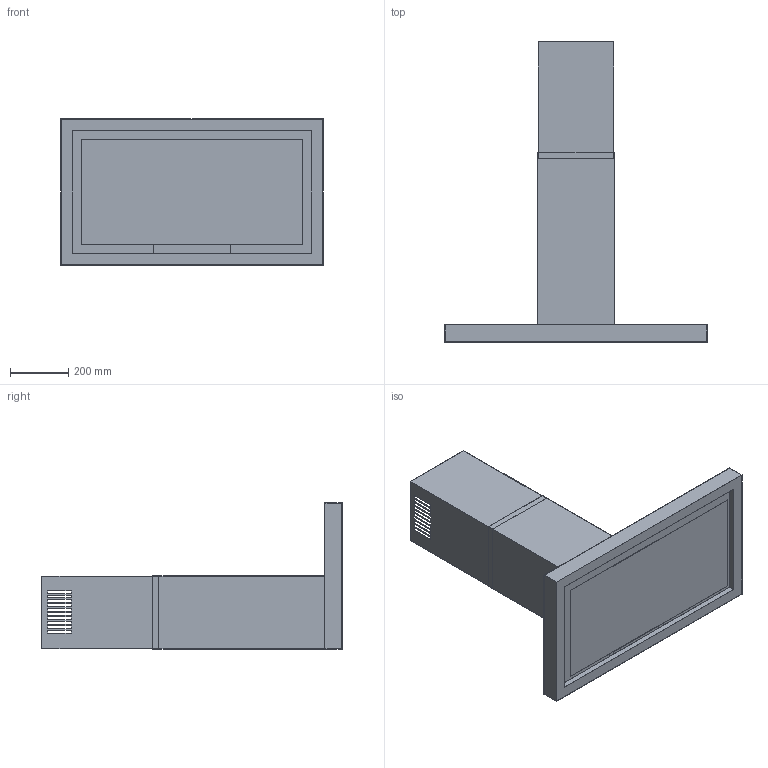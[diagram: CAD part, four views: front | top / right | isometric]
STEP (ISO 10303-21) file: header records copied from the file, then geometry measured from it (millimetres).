
FILE_DESCRIPTION((''),'2;1');
FILE_NAME('DS3326B-9S','2021-02-12T',('seona'),(''),'CREO PARAMETRIC BY PTC INC, 2016260','CREO PARAMETRIC BY PTC INC, 2016260','');
FILE_SCHEMA(('CONFIG_CONTROL_DESIGN'));
Length unit declared in the file: millimetre
Products named in the file (1): DS3326B-9S
Bounding box: 898 x 1027 x 500 mm (x, y, z)
Volume: 1767872 mm3; surface area: 3547639.6 mm2
Topology: 3 solids, 3 shells, 128 faces, 360 edges, 240 vertices
Faces by surface type: plane 128
Entity records: 4158 total; most frequent: CARTESIAN_POINT 728, ORIENTED_EDGE 720, DIRECTION 616, VECTOR 360, LINE 360, EDGE_CURVE 360, VERTEX_POINT 240, EDGE_LOOP 170
